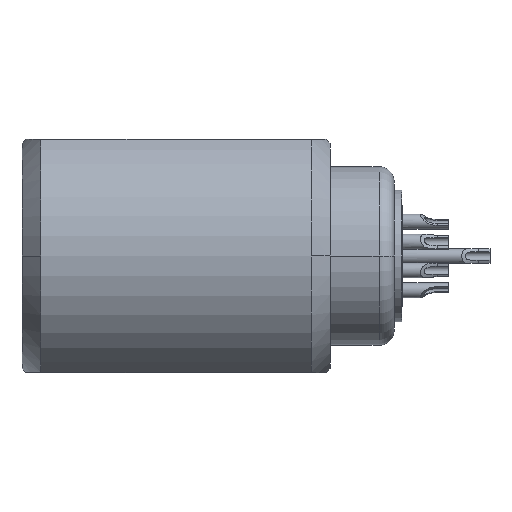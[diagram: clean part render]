
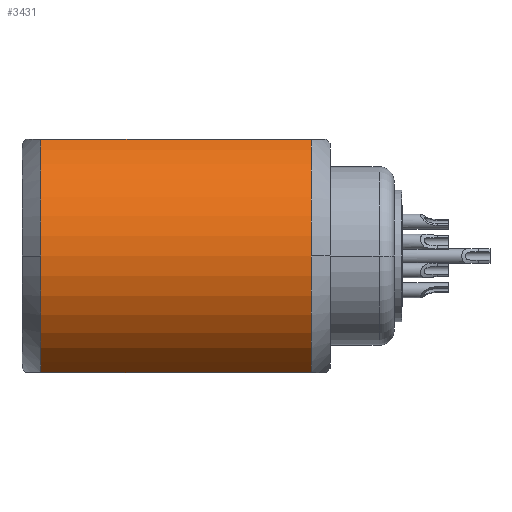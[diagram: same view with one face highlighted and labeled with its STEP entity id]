
A CAD part, front view. The second image highlights one B-rep face of the part: STEP entity #3431.
In plain terms, the highlighted cylindrical face has radius 7 mm (diameter 14 mm), a partial arc.
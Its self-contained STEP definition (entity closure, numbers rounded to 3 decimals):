
#437=CARTESIAN_POINT('',(0.,0.,0.));
#438=DIRECTION('',(-1.,0.,0.));
#439=DIRECTION('',(0.,-1.,0.));
#440=AXIS2_PLACEMENT_3D('',#437,#438,#439);
#442=CARTESIAN_POINT('',(0.,0.,0.));
#443=DIRECTION('',(-1.,0.,0.));
#444=DIRECTION('',(0.,-0.464,-0.886));
#445=AXIS2_PLACEMENT_3D('',#442,#443,#444);
#447=DIRECTION('',(1.,0.,0.));
#448=VECTOR('',#447,14.4);
#449=CARTESIAN_POINT('',(-14.4,-3.25,-6.2));
#450=LINE('',#449,#448);
#451=DIRECTION('',(1.,0.,0.));
#452=VECTOR('',#451,14.4);
#453=CARTESIAN_POINT('',(-14.4,-3.25,6.2));
#454=LINE('',#453,#452);
#464=CARTESIAN_POINT('',(-14.4,0.,0.));
#465=DIRECTION('',(1.,0.,0.));
#466=DIRECTION('',(0.,-0.464,0.886));
#467=AXIS2_PLACEMENT_3D('',#464,#465,#466);
#509=CARTESIAN_POINT('',(-14.4,0.,0.));
#510=DIRECTION('',(-1.,0.,0.));
#511=DIRECTION('',(0.,-0.464,-0.886));
#512=AXIS2_PLACEMENT_3D('',#509,#510,#511);
#2366=CARTESIAN_POINT('',(-14.4,-7.,0.));
#2368=VERTEX_POINT('',#2366);
#2374=CARTESIAN_POINT('',(-14.4,-3.25,6.2));
#2375=CARTESIAN_POINT('',(0.,-3.25,6.2));
#2376=VERTEX_POINT('',#2374);
#2377=VERTEX_POINT('',#2375);
#2378=CARTESIAN_POINT('',(-14.4,-3.25,-6.2));
#2379=CARTESIAN_POINT('',(0.,-3.25,-6.2));
#2380=VERTEX_POINT('',#2378);
#2381=VERTEX_POINT('',#2379);
#2402=CARTESIAN_POINT('',(0.,-7.,
0.));
#2403=VERTEX_POINT('',#2402);
#3414=CARTESIAN_POINT('',(-16.39,0.,0.));
#3415=DIRECTION('',(1.,0.,0.));
#3416=DIRECTION('',(0.,-1.,0.));
#3417=AXIS2_PLACEMENT_3D('',#3414,#3415,#3416);
#3418=CYLINDRICAL_SURFACE('',#3417,7.);
#3420=ORIENTED_EDGE('',*,*,#3419,.F.);
#3421=ORIENTED_EDGE('',*,*,#3348,.F.);
#3422=ORIENTED_EDGE('',*,*,#3372,.F.);
#3424=ORIENTED_EDGE('',*,*,#3423,.T.);
#3426=ORIENTED_EDGE('',*,*,#3425,.F.);
#3428=ORIENTED_EDGE('',*,*,#3427,.T.);
#3429=EDGE_LOOP('',(#3420,#3421,#3422,#3424,#3426,#3428));
#3430=FACE_OUTER_BOUND('',#3429,.F.);
#441=CIRCLE('',#440,7.);
#446=CIRCLE('',#445,7.);
#468=CIRCLE('',#467,7.);
#513=CIRCLE('',#512,7.);
#3348=EDGE_CURVE('',#2381,#2403,#446,.T.);
#3372=EDGE_CURVE('',#2380,#2381,#450,.T.);
#3419=EDGE_CURVE('',#2403,#2377,#441,.T.);
#3423=EDGE_CURVE('',#2380,#2368,#513,.T.);
#3425=EDGE_CURVE('',#2376,#2368,#468,.T.);
#3427=EDGE_CURVE('',#2376,#2377,#454,.T.);
#3431=ADVANCED_FACE('',(#3430),#3418,.T.);
